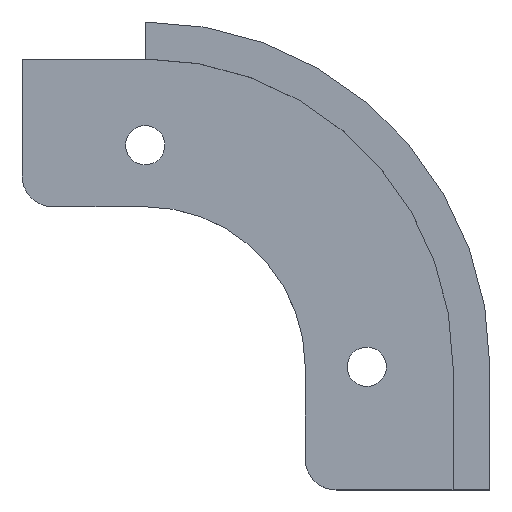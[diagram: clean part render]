
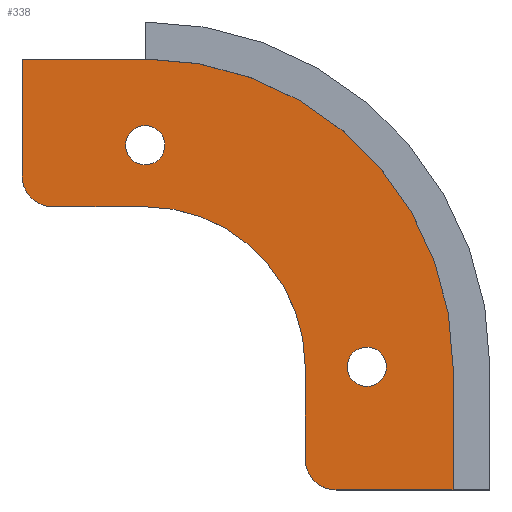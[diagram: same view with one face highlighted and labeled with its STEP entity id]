
A CAD part, top view. The second image highlights one B-rep face of the part: STEP entity #338.
In plain terms, the highlighted planar face has unit normal (0, 0, 1).
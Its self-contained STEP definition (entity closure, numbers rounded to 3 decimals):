
#28=FACE_BOUND('',#56,.T.);
#29=FACE_BOUND('',#57,.T.);
#35=FACE_OUTER_BOUND('',#55,.T.);
#55=EDGE_LOOP('',(#262,#263,#264,#265,#266,#267,#268,#269,#270,#271));
#56=EDGE_LOOP('',(#272));
#57=EDGE_LOOP('',(#273));
#78=CIRCLE('',#380,13.);
#79=CIRCLE('',#381,2.5);
#80=CIRCLE('',#382,25.);
#81=CIRCLE('',#383,2.5);
#82=CIRCLE('',#384,1.6);
#83=CIRCLE('',#385,1.6);
#94=LINE('',#539,#127);
#100=LINE('',#554,#133);
#104=LINE('',#565,#137);
#105=LINE('',#569,#138);
#106=LINE('',#571,#139);
#107=LINE('',#574,#140);
#127=VECTOR('',#429,9.5);
#133=VECTOR('',#443,10.);
#137=VECTOR('',#453,7.5);
#138=VECTOR('',#458,10.);
#139=VECTOR('',#459,9.5);
#140=VECTOR('',#462,7.5);
#165=VERTEX_POINT('',#536);
#166=VERTEX_POINT('',#538);
#171=VERTEX_POINT('',#552);
#172=VERTEX_POINT('',#556);
#173=VERTEX_POINT('',#561);
#174=VERTEX_POINT('',#562);
#175=VERTEX_POINT('',#564);
#176=VERTEX_POINT('',#568);
#177=VERTEX_POINT('',#570);
#178=VERTEX_POINT('',#572);
#179=VERTEX_POINT('',#575);
#180=VERTEX_POINT('',#577);
#197=EDGE_CURVE('',#165,#166,#94,.T.);
#205=EDGE_CURVE('',#165,#171,#100,.T.);
#209=EDGE_CURVE('',#173,#174,#78,.T.);
#210=EDGE_CURVE('',#175,#173,#104,.T.);
#211=EDGE_CURVE('',#175,#166,#79,.T.);
#212=EDGE_CURVE('',#171,#172,#80,.T.);
#213=EDGE_CURVE('',#172,#176,#105,.T.);
#214=EDGE_CURVE('',#176,#177,#106,.T.);
#215=EDGE_CURVE('',#177,#178,#81,.T.);
#216=EDGE_CURVE('',#174,#178,#107,.T.);
#217=EDGE_CURVE('',#179,#179,#82,.T.);
#218=EDGE_CURVE('',#180,#180,#83,.T.);
#262=ORIENTED_EDGE('',*,*,#209,.F.);
#263=ORIENTED_EDGE('',*,*,#210,.F.);
#264=ORIENTED_EDGE('',*,*,#211,.T.);
#265=ORIENTED_EDGE('',*,*,#197,.F.);
#266=ORIENTED_EDGE('',*,*,#205,.T.);
#267=ORIENTED_EDGE('',*,*,#212,.T.);
#268=ORIENTED_EDGE('',*,*,#213,.T.);
#269=ORIENTED_EDGE('',*,*,#214,.T.);
#270=ORIENTED_EDGE('',*,*,#215,.T.);
#271=ORIENTED_EDGE('',*,*,#216,.F.);
#272=ORIENTED_EDGE('',*,*,#217,.F.);
#273=ORIENTED_EDGE('',*,*,#218,.F.);
#327=PLANE('',#379);
#338=ADVANCED_FACE('',(#35,#28,#29),#327,.F.);
#379=AXIS2_PLACEMENT_3D('',#560,#449,#450);
#380=AXIS2_PLACEMENT_3D('',#563,#451,#452);
#381=AXIS2_PLACEMENT_3D('',#566,#454,#455);
#382=AXIS2_PLACEMENT_3D('',#567,#456,#457);
#383=AXIS2_PLACEMENT_3D('',#573,#460,#461);
#384=AXIS2_PLACEMENT_3D('',#576,#463,#464);
#385=AXIS2_PLACEMENT_3D('',#578,#465,#466);
#429=DIRECTION('',(-1.,0.,0.));
#443=DIRECTION('',(0.,1.,0.));
#449=DIRECTION('center_axis',(0.,0.,-1.));
#450=DIRECTION('ref_axis',(0.,1.,0.));
#451=DIRECTION('center_axis',(0.,0.,1.));
#452=DIRECTION('ref_axis',(0.,1.,0.));
#453=DIRECTION('',(0.,1.,0.));
#454=DIRECTION('center_axis',(0.,0.,1.));
#455=DIRECTION('ref_axis',(-0.707,-0.707,0.));
#456=DIRECTION('center_axis',(0.,0.,1.));
#457=DIRECTION('ref_axis',(0.,1.,0.));
#458=DIRECTION('',(-1.,0.,0.));
#459=DIRECTION('',(0.,-1.,0.));
#460=DIRECTION('center_axis',(0.,0.,1.));
#461=DIRECTION('ref_axis',(-0.707,-0.707,0.));
#462=DIRECTION('',(-1.,0.,0.));
#463=DIRECTION('center_axis',(0.,0.,1.));
#464=DIRECTION('ref_axis',(0.,1.,0.));
#465=DIRECTION('center_axis',(0.,0.,1.));
#466=DIRECTION('ref_axis',(0.,1.,0.));
#536=CARTESIAN_POINT('',(-42.25,197.25,0.));
#538=CARTESIAN_POINT('',(-51.75,197.25,0.));
#539=CARTESIAN_POINT('',(-43.25,197.25,0.));
#552=CARTESIAN_POINT('',(-42.25,207.25,0.));
#554=CARTESIAN_POINT('',(-42.25,197.25,0.));
#556=CARTESIAN_POINT('',(-67.25,232.25,0.));
#560=CARTESIAN_POINT('Origin',(-67.25,207.25,0.));
#561=CARTESIAN_POINT('',(-54.25,207.25,0.));
#562=CARTESIAN_POINT('',(-67.25,220.25,0.));
#563=CARTESIAN_POINT('Origin',(-67.25,207.25,0.));
#564=CARTESIAN_POINT('',(-54.25,199.75,0.));
#565=CARTESIAN_POINT('',(-54.25,207.25,0.));
#566=CARTESIAN_POINT('Origin',(-51.75,199.75,0.));
#567=CARTESIAN_POINT('Origin',(-67.25,207.25,0.));
#568=CARTESIAN_POINT('',(-77.25,232.25,0.));
#569=CARTESIAN_POINT('',(-77.25,232.25,0.));
#570=CARTESIAN_POINT('',(-77.25,222.75,0.));
#571=CARTESIAN_POINT('',(-77.25,231.25,0.));
#572=CARTESIAN_POINT('',(-74.75,220.25,0.));
#573=CARTESIAN_POINT('Origin',(-74.75,222.75,0.));
#574=CARTESIAN_POINT('',(-72.25,220.25,0.));
#575=CARTESIAN_POINT('',(-49.25,205.65,0.));
#576=CARTESIAN_POINT('Origin',(-49.25,207.25,0.));
#577=CARTESIAN_POINT('',(-67.25,223.65,0.));
#578=CARTESIAN_POINT('Origin',(-67.25,225.25,0.));
